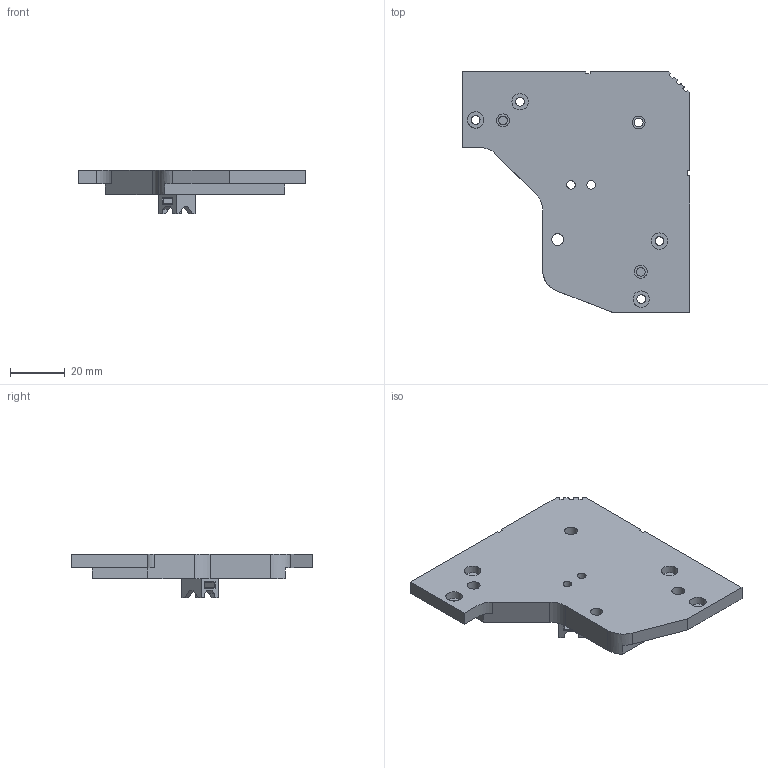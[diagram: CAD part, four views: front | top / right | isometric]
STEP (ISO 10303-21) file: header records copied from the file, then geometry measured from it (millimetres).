
FILE_DESCRIPTION(('HOOPS Exchange Step'),'2;1');
FILE_NAME('Front Left - Rear Right Foundation Extrusion Brace.stp','2026-02-27T14:28:20-05:00',('RED'),('Unknown organisation'),'HOOPS Exchange 2025.8','HOOPS Exchange','Unknown authorisation');
FILE_SCHEMA( ('AP203_CONFIGURATION_CONTROLLED_3D_DESIGN_OF_MECHANICAL_PARTS_AND_ASSEMBLIES_MIM_LF') );
Length unit declared in the file: millimetre
Products named in the file (2): 0; root
Assembly tree (1 placements, depth 2):
  root
    0
Bounding box: 83.45 x 88.45 x 16 mm (x, y, z)
Volume: 42453.1 mm3; surface area: 15161.4 mm2
Topology: 1 solids, 1 shells, 136 faces, 383 edges, 259 vertices
Faces by surface type: plane 88, cylinder 48
Full cylindrical faces by diameter (mm): 3.2 x9, 4.3 x1, 4.7 x3, 6 x4, 10 x1
Entity records: 4508 total; most frequent: CARTESIAN_POINT 781, DIRECTION 778, ORIENTED_EDGE 766, EDGE_CURVE 383, VECTOR 266, LINE 266, VERTEX_POINT 259, AXIS2_PLACEMENT_3D 256
